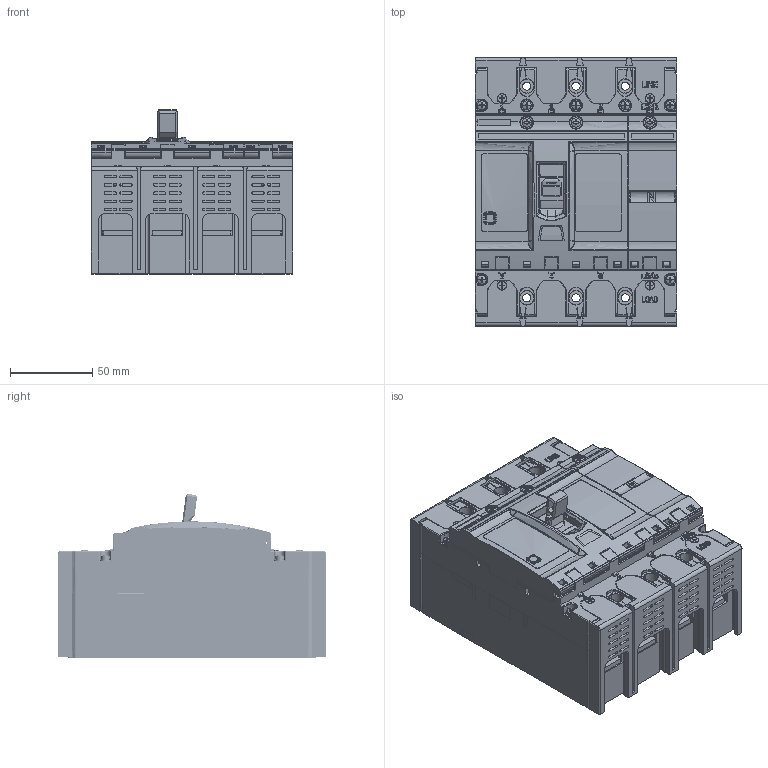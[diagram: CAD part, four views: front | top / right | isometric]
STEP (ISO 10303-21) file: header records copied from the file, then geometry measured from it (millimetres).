
FILE_DESCRIPTION (( 'STEP AP214' ), '1' );
FILE_NAME ('TGM3-125L 4P done.STEP', '2025-02-19T09:22:17', ( '' ), ( '' ), 'SwSTEP 2.0', 'SolidWorks 2022', '' );
FILE_SCHEMA (( 'AUTOMOTIVE_DESIGN' ));
Length unit declared in the file: millimetre
Products named in the file (1): TGM3-125L 4P done
Bounding box: 123 x 163.6 x 100.12 mm (x, y, z)
Volume: 1219816.3 mm3; surface area: 223725.6 mm2
Topology: 1 solids, 60 shells, 5256 faces, 14143 edges, 9049 vertices
Faces by surface type: plane 3013, cylinder 1319, torus 388, bspline 271, cone 219, sphere 46
Entity records: 245730 total; most frequent: CARTESIAN_POINT 59613, ORIENTED_EDGE 28154, DIRECTION 25788, EDGE_CURVE 14077, VERTEX_POINT 9040, AXIS2_PLACEMENT_3D 8680, LINE 8428, VECTOR 8428
